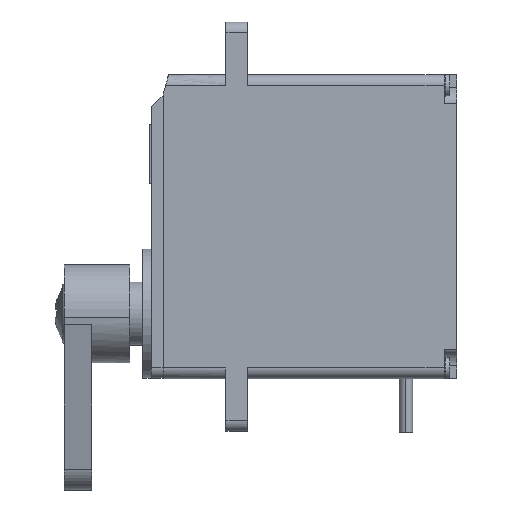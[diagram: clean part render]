
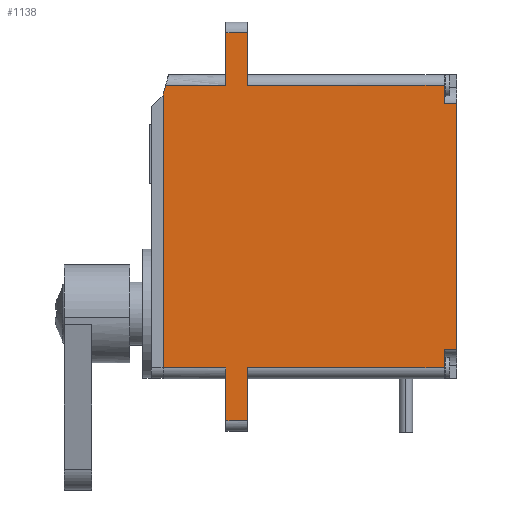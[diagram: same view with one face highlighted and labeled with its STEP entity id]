
A CAD part, left-side view. The second image highlights one B-rep face of the part: STEP entity #1138.
In plain terms, the highlighted free-form (B-spline) face has degree [1, 1] with [2, 2] control points.
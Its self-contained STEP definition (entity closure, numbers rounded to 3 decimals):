
#894 = VERTEX_POINT('',#895);
#895 = CARTESIAN_POINT('',(-9.593,-20.677,
    -16.643));
#980 = VERTEX_POINT('',#981);
#981 = CARTESIAN_POINT('',(-9.593,-20.677,
    16.643));
#986 = EDGE_CURVE('',#980,#894,#987,.T.);
#987 = B_SPLINE_CURVE_WITH_KNOTS('',1,(#988,#989),.UNSPECIFIED.,.F.,.F.,
  (2,2),(-25.6,-2.7),.PIECEWISE_BEZIER_KNOTS.);
#988 = CARTESIAN_POINT('',(-9.593,-20.677,
    16.643));
#989 = CARTESIAN_POINT('',(-9.593,-20.677,
    -16.643));
#1001 = VERTEX_POINT('',#1002);
#1002 = CARTESIAN_POINT('',(-9.593,-18.932,
    -19.114));
#1008 = EDGE_CURVE('',#1009,#1001,#1011,.T.);
#1009 = VERTEX_POINT('',#1010);
#1010 = CARTESIAN_POINT('',(-9.593,7.667,
    -19.114));
#1011 = B_SPLINE_CURVE_WITH_KNOTS('',1,(#1012,#1013),.UNSPECIFIED.,.F.,
  .F.,(2,2),(-5.275,13.025),.PIECEWISE_BEZIER_KNOTS.);
#1012 = CARTESIAN_POINT('',(-9.593,7.667,
    -19.114));
#1013 = CARTESIAN_POINT('',(-9.593,-18.932,
    -19.114));
#1138 = ADVANCED_FACE('',(#1139),#1244,.F.);
#1139 = FACE_BOUND('',#1140,.T.);
#1140 = EDGE_LOOP('',(#1141,#1148,#1149,#1156,#1163,#1170,#1177,#1184,
    #1191,#1198,#1205,#1212,#1219,#1226,#1233,#1238,#1239));
#1141 = ORIENTED_EDGE('',*,*,#1142,.F.);
#1142 = EDGE_CURVE('',#894,#1143,#1145,.T.);
#1143 = VERTEX_POINT('',#1144);
#1144 = CARTESIAN_POINT('',(-9.593,-18.932,
    -16.643));
#1145 = B_SPLINE_CURVE_WITH_KNOTS('',1,(#1146,#1147),.UNSPECIFIED.,.F.,
  .F.,(2,2),(-14.225,-13.025),.PIECEWISE_BEZIER_KNOTS.);
#1146 = CARTESIAN_POINT('',(-9.593,-20.677,
    -16.643));
#1147 = CARTESIAN_POINT('',(-9.593,-18.932,
    -16.643));
#1148 = ORIENTED_EDGE('',*,*,#986,.F.);
#1149 = ORIENTED_EDGE('',*,*,#1150,.F.);
#1150 = EDGE_CURVE('',#1151,#980,#1153,.T.);
#1151 = VERTEX_POINT('',#1152);
#1152 = CARTESIAN_POINT('',(-9.593,-18.932,
    16.643));
#1153 = B_SPLINE_CURVE_WITH_KNOTS('',1,(#1154,#1155),.UNSPECIFIED.,.F.,
  .F.,(2,2),(13.025,14.225),.PIECEWISE_BEZIER_KNOTS.);
#1154 = CARTESIAN_POINT('',(-9.593,-18.932,
    16.643));
#1155 = CARTESIAN_POINT('',(-9.593,-20.677,
    16.643));
#1156 = ORIENTED_EDGE('',*,*,#1157,.T.);
#1157 = EDGE_CURVE('',#1151,#1158,#1160,.T.);
#1158 = VERTEX_POINT('',#1159);
#1159 = CARTESIAN_POINT('',(-9.593,-18.932,
    19.114));
#1160 = B_SPLINE_CURVE_WITH_KNOTS('',1,(#1161,#1162),.UNSPECIFIED.,.F.,
  .F.,(2,2),(11.45,13.15),.PIECEWISE_BEZIER_KNOTS.);
#1161 = CARTESIAN_POINT('',(-9.593,-18.932,
    16.643));
#1162 = CARTESIAN_POINT('',(-9.593,-18.932,
    19.114));
#1163 = ORIENTED_EDGE('',*,*,#1164,.T.);
#1164 = EDGE_CURVE('',#1158,#1165,#1167,.T.);
#1165 = VERTEX_POINT('',#1166);
#1166 = CARTESIAN_POINT('',(-9.593,7.667,
    19.114));
#1167 = B_SPLINE_CURVE_WITH_KNOTS('',1,(#1168,#1169),.UNSPECIFIED.,.F.,
  .F.,(2,2),(-13.025,5.275),.PIECEWISE_BEZIER_KNOTS.);
#1168 = CARTESIAN_POINT('',(-9.593,-18.932,
    19.114));
#1169 = CARTESIAN_POINT('',(-9.593,7.667,
    19.114));
#1170 = ORIENTED_EDGE('',*,*,#1171,.T.);
#1171 = EDGE_CURVE('',#1165,#1172,#1174,.T.);
#1172 = VERTEX_POINT('',#1173);
#1173 = CARTESIAN_POINT('',(-9.593,7.667,
    26.236));
#1174 = B_SPLINE_CURVE_WITH_KNOTS('',1,(#1175,#1176),.UNSPECIFIED.,.F.,
  .F.,(2,2),(-1.,3.9),.PIECEWISE_BEZIER_KNOTS.);
#1175 = CARTESIAN_POINT('',(-9.593,7.667,
    19.114));
#1176 = CARTESIAN_POINT('',(-9.593,7.667,
    26.236));
#1177 = ORIENTED_EDGE('',*,*,#1178,.T.);
#1178 = EDGE_CURVE('',#1172,#1179,#1181,.T.);
#1179 = VERTEX_POINT('',#1180);
#1180 = CARTESIAN_POINT('',(-9.593,10.574,
    26.236));
#1181 = B_SPLINE_CURVE_WITH_KNOTS('',1,(#1182,#1183),.UNSPECIFIED.,.F.,
  .F.,(2,2),(-2.,0.),.PIECEWISE_BEZIER_KNOTS.);
#1182 = CARTESIAN_POINT('',(-9.593,7.667,
    26.236));
#1183 = CARTESIAN_POINT('',(-9.593,10.574,
    26.236));
#1184 = ORIENTED_EDGE('',*,*,#1185,.T.);
#1185 = EDGE_CURVE('',#1179,#1186,#1188,.T.);
#1186 = VERTEX_POINT('',#1187);
#1187 = CARTESIAN_POINT('',(-9.593,10.574,
    19.114));
#1188 = B_SPLINE_CURVE_WITH_KNOTS('',1,(#1189,#1190),.UNSPECIFIED.,.F.,
  .F.,(2,2),(-3.9,1.),.PIECEWISE_BEZIER_KNOTS.);
#1189 = CARTESIAN_POINT('',(-9.593,10.574,
    26.236));
#1190 = CARTESIAN_POINT('',(-9.593,10.574,
    19.114));
#1191 = ORIENTED_EDGE('',*,*,#1192,.T.);
#1192 = EDGE_CURVE('',#1186,#1193,#1195,.T.);
#1193 = VERTEX_POINT('',#1194);
#1194 = CARTESIAN_POINT('',(-9.593,18.727,
    19.114));
#1195 = B_SPLINE_CURVE_WITH_KNOTS('',1,(#1196,#1197),.UNSPECIFIED.,.F.,
  .F.,(2,2),(7.275,12.884),.PIECEWISE_BEZIER_KNOTS.);
#1196 = CARTESIAN_POINT('',(-9.593,10.574,
    19.114));
#1197 = CARTESIAN_POINT('',(-9.593,18.727,
    19.114));
#1198 = ORIENTED_EDGE('',*,*,#1199,.T.);
#1199 = EDGE_CURVE('',#1193,#1200,#1202,.T.);
#1200 = VERTEX_POINT('',#1201);
#1201 = CARTESIAN_POINT('',(-9.593,19.078,
    17.806));
#1202 = B_SPLINE_CURVE_WITH_KNOTS('',1,(#1203,#1204),.UNSPECIFIED.,.F.,
  .F.,(2,2),(-0.932,0.),.PIECEWISE_BEZIER_KNOTS.);
#1203 = CARTESIAN_POINT('',(-9.593,18.727,
    19.114));
#1204 = CARTESIAN_POINT('',(-9.593,19.078,
    17.806));
#1205 = ORIENTED_EDGE('',*,*,#1206,.F.);
#1206 = EDGE_CURVE('',#1207,#1200,#1209,.T.);
#1207 = VERTEX_POINT('',#1208);
#1208 = CARTESIAN_POINT('',(-9.593,19.078,
    -19.114));
#1209 = B_SPLINE_CURVE_WITH_KNOTS('',1,(#1210,#1211),.UNSPECIFIED.,.F.,
  .F.,(2,2),(0.,25.4),.PIECEWISE_BEZIER_KNOTS.);
#1210 = CARTESIAN_POINT('',(-9.593,19.078,
    -19.114));
#1211 = CARTESIAN_POINT('',(-9.593,19.078,
    17.806));
#1212 = ORIENTED_EDGE('',*,*,#1213,.T.);
#1213 = EDGE_CURVE('',#1207,#1214,#1216,.T.);
#1214 = VERTEX_POINT('',#1215);
#1215 = CARTESIAN_POINT('',(-9.593,10.574,
    -19.114));
#1216 = B_SPLINE_CURVE_WITH_KNOTS('',1,(#1217,#1218),.UNSPECIFIED.,.F.,
  .F.,(2,2),(-13.125,-7.275),.PIECEWISE_BEZIER_KNOTS.);
#1217 = CARTESIAN_POINT('',(-9.593,19.078,
    -19.114));
#1218 = CARTESIAN_POINT('',(-9.593,10.574,
    -19.114));
#1219 = ORIENTED_EDGE('',*,*,#1220,.T.);
#1220 = EDGE_CURVE('',#1214,#1221,#1223,.T.);
#1221 = VERTEX_POINT('',#1222);
#1222 = CARTESIAN_POINT('',(-9.593,10.574,
    -26.236));
#1223 = B_SPLINE_CURVE_WITH_KNOTS('',1,(#1224,#1225),.UNSPECIFIED.,.F.,
  .F.,(2,2),(-1.,3.9),.PIECEWISE_BEZIER_KNOTS.);
#1224 = CARTESIAN_POINT('',(-9.593,10.574,
    -19.114));
#1225 = CARTESIAN_POINT('',(-9.593,10.574,
    -26.236));
#1226 = ORIENTED_EDGE('',*,*,#1227,.T.);
#1227 = EDGE_CURVE('',#1221,#1228,#1230,.T.);
#1228 = VERTEX_POINT('',#1229);
#1229 = CARTESIAN_POINT('',(-9.593,7.667,
    -26.236));
#1230 = B_SPLINE_CURVE_WITH_KNOTS('',1,(#1231,#1232),.UNSPECIFIED.,.F.,
  .F.,(2,2),(-2.,0.),.PIECEWISE_BEZIER_KNOTS.);
#1231 = CARTESIAN_POINT('',(-9.593,10.574,
    -26.236));
#1232 = CARTESIAN_POINT('',(-9.593,7.667,
    -26.236));
#1233 = ORIENTED_EDGE('',*,*,#1234,.T.);
#1234 = EDGE_CURVE('',#1228,#1009,#1235,.T.);
#1235 = B_SPLINE_CURVE_WITH_KNOTS('',1,(#1236,#1237),.UNSPECIFIED.,.F.,
  .F.,(2,2),(-3.9,1.),.PIECEWISE_BEZIER_KNOTS.);
#1236 = CARTESIAN_POINT('',(-9.593,7.667,
    -26.236));
#1237 = CARTESIAN_POINT('',(-9.593,7.667,
    -19.114));
#1238 = ORIENTED_EDGE('',*,*,#1008,.T.);
#1239 = ORIENTED_EDGE('',*,*,#1240,.F.);
#1240 = EDGE_CURVE('',#1143,#1001,#1241,.T.);
#1241 = B_SPLINE_CURVE_WITH_KNOTS('',1,(#1242,#1243),.UNSPECIFIED.,.F.,
  .F.,(2,2),(-2.7,-1.),.PIECEWISE_BEZIER_KNOTS.);
#1242 = CARTESIAN_POINT('',(-9.593,-18.932,
    -16.643));
#1243 = CARTESIAN_POINT('',(-9.593,-18.932,
    -19.114));
#1244 = B_SPLINE_SURFACE_WITH_KNOTS('',1,1,(
    (#1245,#1246)
    ,(#1247,#1248
  )),.UNSPECIFIED.,.F.,.F.,.F.,(2,2),(2,2),(-18.05,18.05),(-14.225,
    13.125),.PIECEWISE_BEZIER_KNOTS.);
#1245 = CARTESIAN_POINT('',(-9.593,-20.677,
    26.236));
#1246 = CARTESIAN_POINT('',(-9.593,19.078,
    26.236));
#1247 = CARTESIAN_POINT('',(-9.593,-20.677,
    -26.236));
#1248 = CARTESIAN_POINT('',(-9.593,19.078,
    -26.236));
